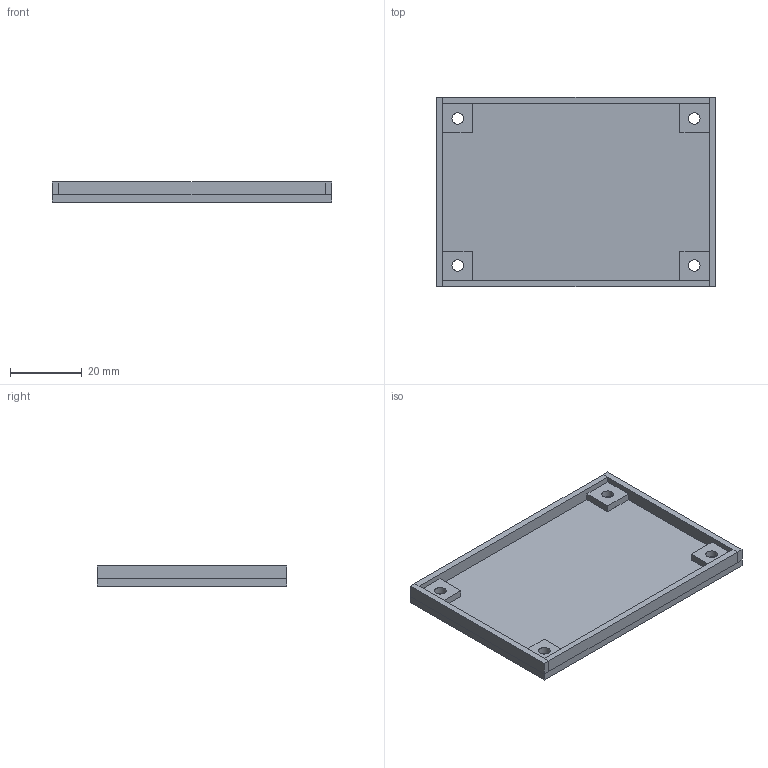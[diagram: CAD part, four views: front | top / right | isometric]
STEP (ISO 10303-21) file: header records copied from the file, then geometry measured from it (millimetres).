
FILE_DESCRIPTION(('FreeCAD Model'),'2;1');
FILE_NAME('Open CASCADE Shape Model','2025-01-24T16:25:15',(''),(''), 'Open CASCADE STEP processor 7.7','FreeCAD','Unknown');
FILE_SCHEMA(('AUTOMOTIVE_DESIGN { 1 0 10303 214 1 1 1 1 }'));
Length unit declared in the file: millimetre
Products named in the file (1): Body
Bounding box: 78 x 53 x 5.6 mm (x, y, z)
Volume: 9991.7 mm3; surface area: 10843.7 mm2
Topology: 1 solids, 1 shells, 46 faces, 118 edges, 73 vertices
Faces by surface type: plane 38, cylinder 8
Full cylindrical faces by diameter (mm): 3.2 x4, 8 x4
Entity records: 1415 total; most frequent: CARTESIAN_POINT 238, ORIENTED_EDGE 236, DIRECTION 233, EDGE_CURVE 118, LINE 97, VECTOR 97, VERTEX_POINT 73, AXIS2_PLACEMENT_3D 68
